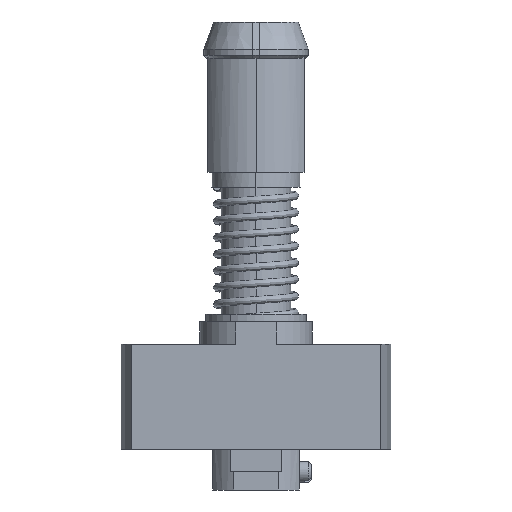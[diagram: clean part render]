
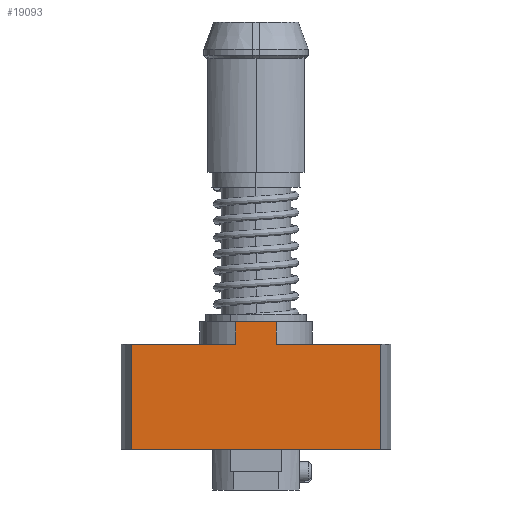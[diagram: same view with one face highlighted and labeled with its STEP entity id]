
A CAD part, left-side view. The second image highlights one B-rep face of the part: STEP entity #19093.
In plain terms, the highlighted planar face has unit normal (-1, 0, 0).
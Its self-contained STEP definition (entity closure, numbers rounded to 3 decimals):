
#188 = VECTOR ( 'NONE', #1702, 1000. ) ;
#812 = CARTESIAN_POINT ( 'NONE',  ( -3.5, -8.292, 0. ) ) ;
#1202 = VECTOR ( 'NONE', #22478, 1000. ) ;
#1519 = DIRECTION ( 'NONE',  ( 0., 0., 1. ) ) ;
#1702 = DIRECTION ( 'NONE',  ( 0., 0., -1. ) ) ;
#2303 = DIRECTION ( 'NONE',  ( 0., 0., -1. ) ) ;
#3101 = CARTESIAN_POINT ( 'NONE',  ( -3.5, 1.346, 1.5 ) ) ;
#3534 = AXIS2_PLACEMENT_3D ( 'NONE', #9005, #16825, #24540 ) ;
#4047 = EDGE_CURVE ( 'NONE', #11318, #9477, #14314, .T. ) ;
#4515 = EDGE_CURVE ( 'NONE', #15159, #10162, #17922, .T. ) ;
#4565 = VERTEX_POINT ( 'NONE', #812 ) ;
#4722 = EDGE_CURVE ( 'NONE', #11016, #15159, #9506, .T. ) ;
#4898 = FACE_OUTER_BOUND ( 'NONE', #14336, .T. ) ;
#5255 = CARTESIAN_POINT ( 'NONE',  ( -3.5, -8.292, -7. ) ) ;
#6955 = ORIENTED_EDGE ( 'NONE', *, *, #4047, .F. ) ;
#7399 = ORIENTED_EDGE ( 'NONE', *, *, #4515, .F. ) ;
#7628 = VECTOR ( 'NONE', #24109, 1000. ) ;
#8547 = LINE ( 'NONE', #16379, #7628 ) ;
#9005 = CARTESIAN_POINT ( 'NONE',  ( -3.5, -8.292, -7. ) ) ;
#9307 = CARTESIAN_POINT ( 'NONE',  ( -3.5, -1.346, 1.5 ) ) ;
#9313 = ORIENTED_EDGE ( 'NONE', *, *, #24251, .T. ) ;
#9340 = LINE ( 'NONE', #17182, #14087 ) ;
#9477 = VERTEX_POINT ( 'NONE', #12581 ) ;
#9506 = LINE ( 'NONE', #19233, #14119 ) ;
#9579 = VECTOR ( 'NONE', #21284, 1000. ) ;
#10030 = LINE ( 'NONE', #3101, #188 ) ;
#10162 = VERTEX_POINT ( 'NONE', #12366 ) ;
#10406 = CARTESIAN_POINT ( 'NONE',  ( -3.5, -8.292, -7. ) ) ;
#11016 = VERTEX_POINT ( 'NONE', #13015 ) ;
#11234 = LINE ( 'NONE', #19047, #16060 ) ;
#11318 = VERTEX_POINT ( 'NONE', #10406 ) ;
#11603 = CARTESIAN_POINT ( 'NONE',  ( -3.5, 8.292, 0. ) ) ;
#12366 = CARTESIAN_POINT ( 'NONE',  ( -3.5, -1.346, 0. ) ) ;
#12581 = CARTESIAN_POINT ( 'NONE',  ( -3.5, 8.292, -7. ) ) ;
#12727 = PLANE ( 'NONE',  #3534 ) ;
#12875 = VECTOR ( 'NONE', #2303, 1000. ) ;
#13015 = CARTESIAN_POINT ( 'NONE',  ( -3.5, 1.346, 1.5 ) ) ;
#13571 = VERTEX_POINT ( 'NONE', #20029 ) ;
#14087 = VECTOR ( 'NONE', #24897, 1000. ) ;
#14096 = ORIENTED_EDGE ( 'NONE', *, *, #21716, .T. ) ;
#14098 = CARTESIAN_POINT ( 'NONE',  ( -3.5, -1.346, 1.5 ) ) ;
#14119 = VECTOR ( 'NONE', #24924, 1000. ) ;
#14292 = EDGE_CURVE ( 'NONE', #11016, #13571, #10030, .T. ) ;
#14314 = LINE ( 'NONE', #5255, #9579 ) ;
#14336 = EDGE_LOOP ( 'NONE', ( #23068, #7399, #22955, #17283, #14096, #22227, #6955, #9313 ) ) ;
#14997 = EDGE_CURVE ( 'NONE', #4565, #10162, #23019, .T. ) ;
#15148 = EDGE_CURVE ( 'NONE', #9477, #19834, #11234, .T. ) ;
#15159 = VERTEX_POINT ( 'NONE', #9307 ) ;
#16060 = VECTOR ( 'NONE', #1519, 1000. ) ;
#16379 = CARTESIAN_POINT ( 'NONE',  ( -3.5, -8.292, 0. ) ) ;
#16825 = DIRECTION ( 'NONE',  ( 1., 0., 0. ) ) ;
#17182 = CARTESIAN_POINT ( 'NONE',  ( -3.5, -8.292, -7. ) ) ;
#17283 = ORIENTED_EDGE ( 'NONE', *, *, #14292, .T. ) ;
#17922 = LINE ( 'NONE', #14098, #12875 ) ;
#19047 = CARTESIAN_POINT ( 'NONE',  ( -3.5, 8.292, -7. ) ) ;
#19093 = ADVANCED_FACE ( 'NONE', ( #4898 ), #12727, .F. ) ;
#19233 = CARTESIAN_POINT ( 'NONE',  ( -3.5, -1.346, 1.5 ) ) ;
#19834 = VERTEX_POINT ( 'NONE', #11603 ) ;
#20029 = CARTESIAN_POINT ( 'NONE',  ( -3.5, 1.346, 0. ) ) ;
#20570 = CARTESIAN_POINT ( 'NONE',  ( -3.5, -8.292, 0. ) ) ;
#21284 = DIRECTION ( 'NONE',  ( 0., 1., 0. ) ) ;
#21716 = EDGE_CURVE ( 'NONE', #13571, #19834, #8547, .T. ) ;
#22227 = ORIENTED_EDGE ( 'NONE', *, *, #15148, .F. ) ;
#22478 = DIRECTION ( 'NONE',  ( 0., 1., 0. ) ) ;
#22955 = ORIENTED_EDGE ( 'NONE', *, *, #4722, .F. ) ;
#23019 = LINE ( 'NONE', #20570, #1202 ) ;
#23068 = ORIENTED_EDGE ( 'NONE', *, *, #14997, .T. ) ;
#24109 = DIRECTION ( 'NONE',  ( 0., 1., 0. ) ) ;
#24251 = EDGE_CURVE ( 'NONE', #11318, #4565, #9340, .T. ) ;
#24540 = DIRECTION ( 'NONE',  ( 0., 0., -1. ) ) ;
#24897 = DIRECTION ( 'NONE',  ( 0., 0., 1. ) ) ;
#24924 = DIRECTION ( 'NONE',  ( 0., -1., 0. ) ) ;
